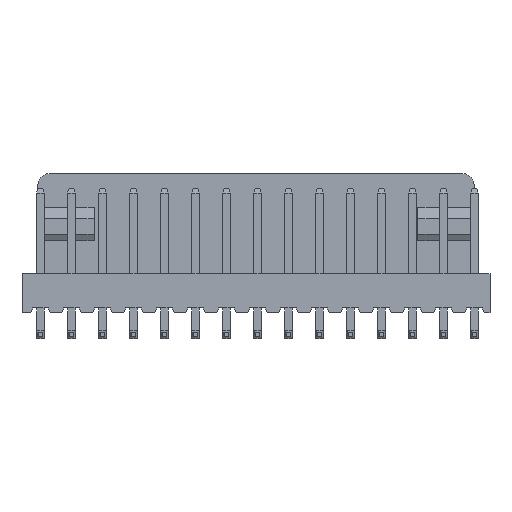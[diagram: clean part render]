
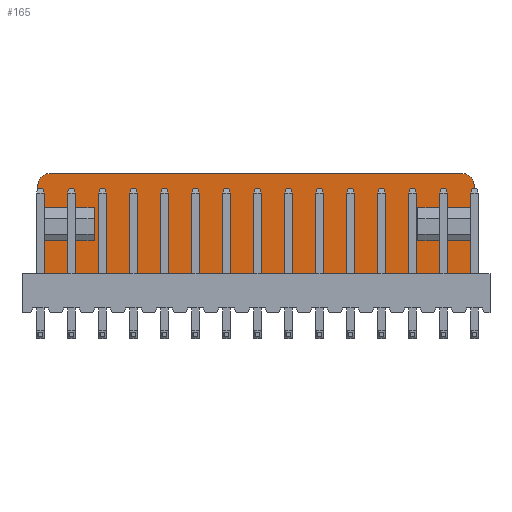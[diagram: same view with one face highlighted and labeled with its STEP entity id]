
A CAD part, top view. The second image highlights one B-rep face of the part: STEP entity #165.
In plain terms, the highlighted planar face has unit normal (0, 0, 1).
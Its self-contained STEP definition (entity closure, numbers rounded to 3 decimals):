
#165 = ADVANCED_FACE ( 'NONE', ( #4430 ), #5269, .T. ) ;
#1051 = VERTEX_POINT ( 'NONE', #6674 ) ;
#1053 = VERTEX_POINT ( 'NONE', #6676 ) ;
#1059 = VERTEX_POINT ( 'NONE', #6682 ) ;
#1061 = VERTEX_POINT ( 'NONE', #6684 ) ;
#1062 = VERTEX_POINT ( 'NONE', #6685 ) ;
#1064 = VERTEX_POINT ( 'NONE', #6687 ) ;
#1109 = VERTEX_POINT ( 'NONE', #6732 ) ;
#1115 = VERTEX_POINT ( 'NONE', #6738 ) ;
#1116 = VERTEX_POINT ( 'NONE', #6739 ) ;
#1133 = VERTEX_POINT ( 'NONE', #6756 ) ;
#1159 = VERTEX_POINT ( 'NONE', #6782 ) ;
#1212 = VERTEX_POINT ( 'NONE', #6835 ) ;
#1281 = VERTEX_POINT ( 'NONE', #6902 ) ;
#1284 = VERTEX_POINT ( 'NONE', #6905 ) ;
#2191 = EDGE_LOOP ( 'NONE', ( #4249, #4245, #4246, #4247, #4248, #4256, #4257, #4255, #4254, #3681, #3680, #3679, #3678, #3685 ) ) ;
#2739 = EDGE_CURVE ( 'NONE', #1051, #1109, #7991, .T. ) ;
#2744 = EDGE_CURVE ( 'NONE', #1281, #1053, #8003, .T. ) ;
#2754 = EDGE_CURVE ( 'NONE', #1115, #1133, #8019, .T. ) ;
#2762 = EDGE_CURVE ( 'NONE', #1116, #1159, #8490, .T. ) ;
#2763 = EDGE_CURVE ( 'NONE', #1212, #1284, #8493, .T. ) ;
#2764 = EDGE_CURVE ( 'NONE', #1212, #1062, #8496, .T. ) ;
#2765 = EDGE_CURVE ( 'NONE', #1281, #1062, #8495, .T. ) ;
#2766 = EDGE_CURVE ( 'NONE', #1109, #1053, #8497, .T. ) ;
#2767 = EDGE_CURVE ( 'NONE', #1059, #1051, #8499, .T. ) ;
#2768 = EDGE_CURVE ( 'NONE', #1059, #1064, #8501, .T. ) ;
#2769 = EDGE_CURVE ( 'NONE', #1133, #1064, #8503, .T. ) ;
#2770 = EDGE_CURVE ( 'NONE', #1115, #1116, #8505, .T. ) ;
#2771 = EDGE_CURVE ( 'NONE', #1061, #1159, #8507, .T. ) ;
#2772 = EDGE_CURVE ( 'NONE', #1061, #1284, #8509, .T. ) ;
#3678 = ORIENTED_EDGE ( 'NONE', *, *, #2771, .F. ) ;
#3679 = ORIENTED_EDGE ( 'NONE', *, *, #2762, .T. ) ;
#3680 = ORIENTED_EDGE ( 'NONE', *, *, #2770, .T. ) ;
#3681 = ORIENTED_EDGE ( 'NONE', *, *, #2754, .F. ) ;
#3685 = ORIENTED_EDGE ( 'NONE', *, *, #2772, .T. ) ;
#4245 = ORIENTED_EDGE ( 'NONE', *, *, #2764, .T. ) ;
#4246 = ORIENTED_EDGE ( 'NONE', *, *, #2765, .F. ) ;
#4247 = ORIENTED_EDGE ( 'NONE', *, *, #2744, .T. ) ;
#4248 = ORIENTED_EDGE ( 'NONE', *, *, #2766, .F. ) ;
#4249 = ORIENTED_EDGE ( 'NONE', *, *, #2763, .F. ) ;
#4254 = ORIENTED_EDGE ( 'NONE', *, *, #2769, .F. ) ;
#4255 = ORIENTED_EDGE ( 'NONE', *, *, #2768, .T. ) ;
#4256 = ORIENTED_EDGE ( 'NONE', *, *, #2739, .F. ) ;
#4257 = ORIENTED_EDGE ( 'NONE', *, *, #2767, .F. ) ;
#4430 = FACE_OUTER_BOUND ( 'NONE', #2191, .T. ) ;
#5269 = PLANE ( 'NONE',  #5429 ) ;
#5270 = CARTESIAN_POINT ( 'NONE',  ( -1.697, 53.751, -4.64 ) ) ;
#5275 = DIRECTION ( 'NONE',  ( 0., 0., 1. ) ) ;
#5276 = DIRECTION ( 'NONE',  ( 1., 0., 0. ) ) ;
#5429 = AXIS2_PLACEMENT_3D ( 'NONE', #5270, #5275, #5276 ) ;
#6243 = AXIS2_PLACEMENT_3D ( 'NONE', #8484, #8485, #8486 ) ;
#6244 = AXIS2_PLACEMENT_3D ( 'NONE', #9088, #9089, #9090 ) ;
#6674 = CARTESIAN_POINT ( 'NONE',  ( -0.397, 48.254, -4.64 ) ) ;
#6676 = CARTESIAN_POINT ( 'NONE',  ( 4.203, 50.926, -4.64 ) ) ;
#6682 = CARTESIAN_POINT ( 'NONE',  ( -0.397, 45.547, -4.64 ) ) ;
#6684 = CARTESIAN_POINT ( 'NONE',  ( 35.343, 52.751, -4.64 ) ) ;
#6685 = CARTESIAN_POINT ( 'NONE',  ( -0.397, 52.751, -4.64 ) ) ;
#6687 = CARTESIAN_POINT ( 'NONE',  ( 35.343, 45.547, -4.64 ) ) ;
#6732 = CARTESIAN_POINT ( 'NONE',  ( 4.203, 48.254, -4.64 ) ) ;
#6738 = CARTESIAN_POINT ( 'NONE',  ( 30.743, 48.254, -4.64 ) ) ;
#6739 = CARTESIAN_POINT ( 'NONE',  ( 30.743, 50.926, -4.64 ) ) ;
#6756 = CARTESIAN_POINT ( 'NONE',  ( 35.343, 48.254, -4.64 ) ) ;
#6782 = CARTESIAN_POINT ( 'NONE',  ( 35.343, 50.926, -4.64 ) ) ;
#6835 = CARTESIAN_POINT ( 'NONE',  ( 0.603, 53.751, -4.64 ) ) ;
#6902 = CARTESIAN_POINT ( 'NONE',  ( -0.397, 50.926, -4.64 ) ) ;
#6905 = CARTESIAN_POINT ( 'NONE',  ( 34.343, 53.751, -4.64 ) ) ;
#7991 = LINE ( 'NONE', #8427, #7996 ) ;
#7996 = VECTOR ( 'NONE', #8433, 1000. ) ;
#8003 = LINE ( 'NONE', #8442, #8006 ) ;
#8006 = VECTOR ( 'NONE', #8444, 1000. ) ;
#8019 = LINE ( 'NONE', #8455, #8026 ) ;
#8026 = VECTOR ( 'NONE', #8463, 1000. ) ;
#8427 = CARTESIAN_POINT ( 'NONE',  ( -1.697, 48.254, -4.64 ) ) ;
#8433 = DIRECTION ( 'NONE',  ( 1., 0., 0. ) ) ;
#8442 = CARTESIAN_POINT ( 'NONE',  ( -1.697, 50.926, -4.64 ) ) ;
#8444 = DIRECTION ( 'NONE',  ( 1., 0., 0. ) ) ;
#8455 = CARTESIAN_POINT ( 'NONE',  ( -1.697, 48.254, -4.64 ) ) ;
#8463 = DIRECTION ( 'NONE',  ( 1., 0., 0. ) ) ;
#8472 = DIRECTION ( 'NONE',  ( 0., 1., 0. ) ) ;
#8477 = CARTESIAN_POINT ( 'NONE',  ( -1.697, 50.926, -4.64 ) ) ;
#8478 = DIRECTION ( 'NONE',  ( 1., 0., 0. ) ) ;
#8479 = CARTESIAN_POINT ( 'NONE',  ( -1.697, 53.751, -4.64 ) ) ;
#8480 = CARTESIAN_POINT ( 'NONE',  ( -0.397, 53.751, -4.64 ) ) ;
#8481 = DIRECTION ( 'NONE',  ( 1., 0., 0. ) ) ;
#8484 = CARTESIAN_POINT ( 'NONE',  ( 0.603, 52.751, -4.64 ) ) ;
#8485 = DIRECTION ( 'NONE',  ( 0., 0., 1. ) ) ;
#8486 = DIRECTION ( 'NONE',  ( 1., 0., 0. ) ) ;
#8487 = CARTESIAN_POINT ( 'NONE',  ( 4.203, 19., -4.64 ) ) ;
#8488 = DIRECTION ( 'NONE',  ( 0., 1., 0. ) ) ;
#8489 = CARTESIAN_POINT ( 'NONE',  ( -0.397, 48.254, -4.64 ) ) ;
#8490 = LINE ( 'NONE', #8477, #8491 ) ;
#8491 = VECTOR ( 'NONE', #8478, 1000. ) ;
#8493 = LINE ( 'NONE', #8479, #8494 ) ;
#8494 = VECTOR ( 'NONE', #8481, 1000. ) ;
#8495 = LINE ( 'NONE', #8480, #8498 ) ;
#8496 = CIRCLE ( 'NONE', #6243, 1. ) ;
#8497 = LINE ( 'NONE', #8487, #8500 ) ;
#8498 = VECTOR ( 'NONE', #8472, 1000. ) ;
#8499 = LINE ( 'NONE', #8489, #8502 ) ;
#8500 = VECTOR ( 'NONE', #8488, 1000. ) ;
#8501 = LINE ( 'NONE', #9079, #8504 ) ;
#8502 = VECTOR ( 'NONE', #9078, 1000. ) ;
#8503 = LINE ( 'NONE', #9081, #8506 ) ;
#8504 = VECTOR ( 'NONE', #9080, 1000. ) ;
#8505 = LINE ( 'NONE', #9083, #8508 ) ;
#8506 = VECTOR ( 'NONE', #9082, 1000. ) ;
#8507 = LINE ( 'NONE', #9085, #8510 ) ;
#8508 = VECTOR ( 'NONE', #9084, 1000. ) ;
#8509 = CIRCLE ( 'NONE', #6244, 1. ) ;
#8510 = VECTOR ( 'NONE', #9086, 1000. ) ;
#9078 = DIRECTION ( 'NONE',  ( 0., 1., 0. ) ) ;
#9079 = CARTESIAN_POINT ( 'NONE',  ( -1.697, 45.547, -4.64 ) ) ;
#9080 = DIRECTION ( 'NONE',  ( 1., 0., 0. ) ) ;
#9081 = CARTESIAN_POINT ( 'NONE',  ( 35.343, 48.254, -4.64 ) ) ;
#9082 = DIRECTION ( 'NONE',  ( 0., -1., 0. ) ) ;
#9083 = CARTESIAN_POINT ( 'NONE',  ( 30.743, 19., -4.64 ) ) ;
#9084 = DIRECTION ( 'NONE',  ( 0., 1., 0. ) ) ;
#9085 = CARTESIAN_POINT ( 'NONE',  ( 35.343, 53.751, -4.64 ) ) ;
#9086 = DIRECTION ( 'NONE',  ( 0., -1., 0. ) ) ;
#9088 = CARTESIAN_POINT ( 'NONE',  ( 34.343, 52.751, -4.64 ) ) ;
#9089 = DIRECTION ( 'NONE',  ( 0., 0., 1. ) ) ;
#9090 = DIRECTION ( 'NONE',  ( 1., 0., 0. ) ) ;
